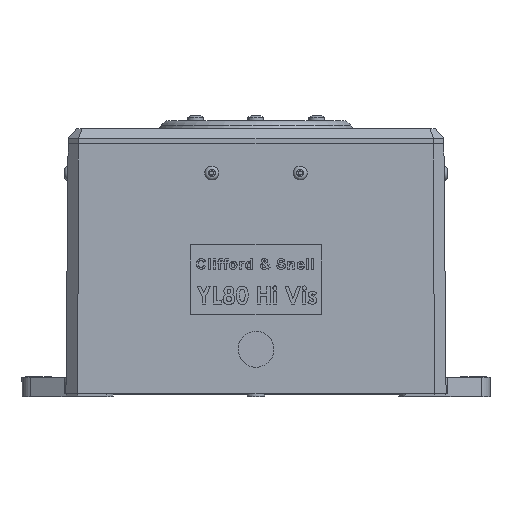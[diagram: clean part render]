
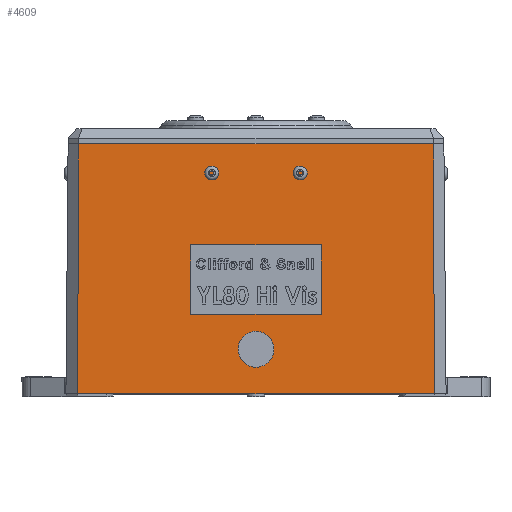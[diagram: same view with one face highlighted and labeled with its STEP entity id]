
A CAD part, top view. The second image highlights one B-rep face of the part: STEP entity #4609.
In plain terms, the highlighted planar face has unit normal (0, 0.009, 1).
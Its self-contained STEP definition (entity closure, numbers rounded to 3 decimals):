
#1141 = CARTESIAN_POINT ( 'NONE',  ( -102., 0., 108. ) ) ;
#2474 = FACE_BOUND ( 'NONE', #21249, .T. ) ;
#3344 = CARTESIAN_POINT ( 'NONE',  ( 0., -107.68, 108.94 ) ) ;
#4609 = ADVANCED_FACE ( 'NONE', ( #2474, #24765 ), #19263, .T. ) ;
#5392 = VECTOR ( 'NONE', #48640, 1000. ) ;
#7309 = EDGE_CURVE ( 'NONE', #53610, #62489, #60781, .T. ) ;
#8983 = VECTOR ( 'NONE', #21937, 1000. ) ;
#9592 = CARTESIAN_POINT ( 'NONE',  ( -102., 0.031, 108. ) ) ;
#9728 = DIRECTION ( 'NONE',  ( 0., -1., 0.009 ) ) ;
#9896 = CARTESIAN_POINT ( 'NONE',  ( -20.64, -128.32, 109.12 ) ) ;
#14292 = CARTESIAN_POINT ( 'NONE',  ( 20.64, -107.68, 108.94 ) ) ;
#14385 = CARTESIAN_POINT ( 'NONE',  ( -102.519, -143.5, 109.252 ) ) ;
#14897 = EDGE_LOOP ( 'NONE', ( #55641, #47909, #50045, #19874 ) ) ;
#19263 = PLANE ( 'NONE',  #59494 ) ;
#19874 = ORIENTED_EDGE ( 'NONE', *, *, #7309, .T. ) ;
#19883 = VERTEX_POINT ( 'NONE', #14385 ) ;
#20325 = CARTESIAN_POINT ( 'NONE',  ( -102., 0., 108. ) ) ;
#21249 = EDGE_LOOP ( 'NONE', ( #32553 ) ) ;
#21802 = DIRECTION ( 'NONE',  ( -0.004, 1., -0.009 ) ) ;
#21937 = DIRECTION ( 'NONE',  ( 1., 0., 0. ) ) ;
#23109 =( BOUNDED_CURVE ( )  B_SPLINE_CURVE ( 3, ( #27087, #14292, #43501, #26357, #9896, #38023, #3344 ),
 .UNSPECIFIED., .T., .F. ) 
 B_SPLINE_CURVE_WITH_KNOTS ( ( 4, 3, 4 ),
 ( 0., 3.142, 6.283 ),
 .UNSPECIFIED. ) 
 CURVE ( )  GEOMETRIC_REPRESENTATION_ITEM ( )  RATIONAL_B_SPLINE_CURVE ( ( 1., 0.333, 0.333, 1., 0.333, 0.333, 1. ) ) 
 REPRESENTATION_ITEM ( '' )  );
#24765 = FACE_OUTER_BOUND ( 'NONE', #14897, .T. ) ;
#26200 = DIRECTION ( 'NONE',  ( 0., 0.009, 1. ) ) ;
#26357 = CARTESIAN_POINT ( 'NONE',  ( 0., -128.32, 109.12 ) ) ;
#27087 = CARTESIAN_POINT ( 'NONE',  ( 0., -107.68, 108.94 ) ) ;
#32553 = ORIENTED_EDGE ( 'NONE', *, *, #70681, .T. ) ;
#36134 = EDGE_CURVE ( 'NONE', #19883, #53610, #38724, .T. ) ;
#38023 = CARTESIAN_POINT ( 'NONE',  ( -20.64, -107.68, 108.94 ) ) ;
#38724 = LINE ( 'NONE', #71851, #8983 ) ;
#41100 = EDGE_CURVE ( 'NONE', #59240, #62489, #43759, .T. ) ;
#43023 = DIRECTION ( 'NONE',  ( 1., 0., 0. ) ) ;
#43501 = CARTESIAN_POINT ( 'NONE',  ( 20.64, -128.32, 109.12 ) ) ;
#43759 = LINE ( 'NONE', #54657, #54088 ) ;
#44471 = VERTEX_POINT ( 'NONE', #48818 ) ;
#47909 = ORIENTED_EDGE ( 'NONE', *, *, #64232, .F. ) ;
#48640 = DIRECTION ( 'NONE',  ( 0.004, 1., -0.009 ) ) ;
#48818 = CARTESIAN_POINT ( 'NONE',  ( 0., -107.68, 108.94 ) ) ;
#50045 = ORIENTED_EDGE ( 'NONE', *, *, #36134, .T. ) ;
#53385 = LINE ( 'NONE', #9592, #5392 ) ;
#53610 = VERTEX_POINT ( 'NONE', #58485 ) ;
#54088 = VECTOR ( 'NONE', #43023, 1000. ) ;
#54657 = CARTESIAN_POINT ( 'NONE',  ( -102., 0., 108. ) ) ;
#54966 = CARTESIAN_POINT ( 'NONE',  ( 101.997, 0.737, 107.994 ) ) ;
#55641 = ORIENTED_EDGE ( 'NONE', *, *, #41100, .F. ) ;
#58485 = CARTESIAN_POINT ( 'NONE',  ( 102.519, -143.5, 109.252 ) ) ;
#59240 = VERTEX_POINT ( 'NONE', #1141 ) ;
#59494 = AXIS2_PLACEMENT_3D ( 'NONE', #20325, #26200, #9728 ) ;
#60617 = CARTESIAN_POINT ( 'NONE',  ( 102., 0., 108. ) ) ;
#60781 = LINE ( 'NONE', #54966, #67029 ) ;
#62489 = VERTEX_POINT ( 'NONE', #60617 ) ;
#64232 = EDGE_CURVE ( 'NONE', #19883, #59240, #53385, .T. ) ;
#67029 = VECTOR ( 'NONE', #21802, 1000. ) ;
#70681 = EDGE_CURVE ( 'NONE', #44471, #44471, #23109, .T. ) ;
#71851 = CARTESIAN_POINT ( 'NONE',  ( -210., -143.5, 109.252 ) ) ;
